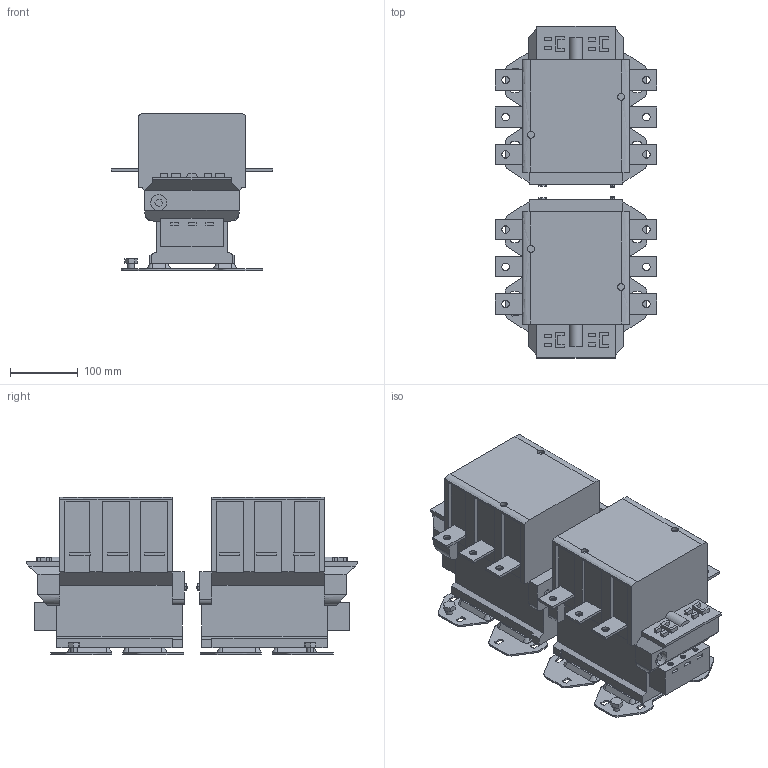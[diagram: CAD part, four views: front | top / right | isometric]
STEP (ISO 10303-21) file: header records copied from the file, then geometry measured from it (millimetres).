
FILE_DESCRIPTION (( 'STEP AP203' ), '1' );
FILE_NAME ('ﾊﾒﾝrew-500ﾀ.STEP', '2018-03-21T11:04:38', ( '' ), ( '' ), 'SwSTEP 2.0', 'SolidWorks 2017', '' );
FILE_SCHEMA (( 'CONFIG_CONTROL_DESIGN' ));
Length unit declared in the file: millimetre
Products named in the file (1): ﾊﾒﾝrew-500ﾀ
Bounding box: 238 x 490.25 x 232 mm (x, y, z)
Volume: 11266058.7 mm3; surface area: 619078.1 mm2
Topology: 2 solids, 2 shells, 800 faces, 2224 edges, 1468 vertices
Faces by surface type: plane 594, cylinder 166, cone 36, bspline 4
Entity records: 25735 total; most frequent: CARTESIAN_POINT 4677, ORIENTED_EDGE 4448, DIRECTION 4206, EDGE_CURVE 2224, LINE 1788, VECTOR 1788, VERTEX_POINT 1468, AXIS2_PLACEMENT_3D 1209
